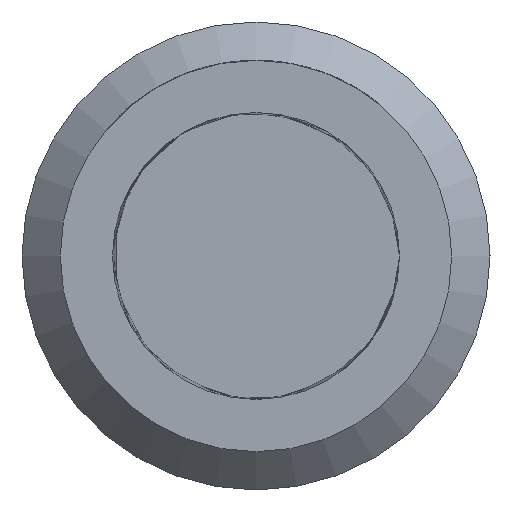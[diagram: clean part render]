
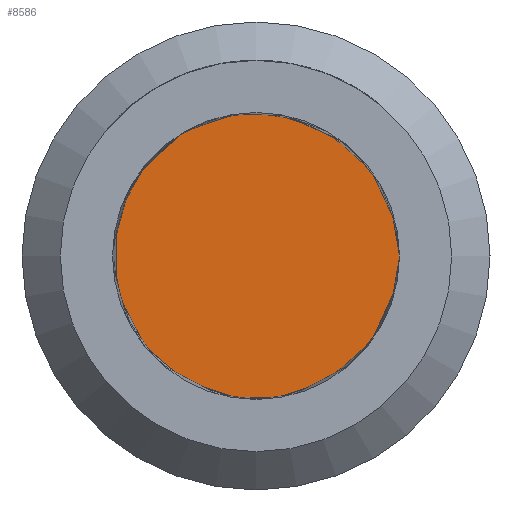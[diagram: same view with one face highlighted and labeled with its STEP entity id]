
A CAD part, left-side view. The second image highlights one B-rep face of the part: STEP entity #8586.
In plain terms, the highlighted free-form (B-spline) face has degree [1, 1] with [2, 2] control points.
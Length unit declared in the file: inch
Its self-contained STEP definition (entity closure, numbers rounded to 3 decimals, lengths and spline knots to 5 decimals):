
#8566=CARTESIAN_POINT('',(0.68138,-0.17235,0.0));
#8567=VERTEX_POINT('',#8566);
#8568=CARTESIAN_POINT('',(0.68138,0.,0.0));
#8569=DIRECTION('',(-1.0,0.0,0.0));
#8570=DIRECTION('',(0.0,-1.0,0.0));
#8571=AXIS2_PLACEMENT_3D('',#8568,#8569,#8570);
#8572=CIRCLE('',#8571,0.17235);
#8573=EDGE_CURVE('',#8567,#8567,#8572,.T.);
#8578=CARTESIAN_POINT('',(0.68138,0.17235,0.17235));
#8579=CARTESIAN_POINT('',(0.68138,-0.17235,0.17235));
#8580=CARTESIAN_POINT('',(0.68138,0.17235,-0.17235));
#8581=CARTESIAN_POINT('',(0.68138,-0.17235,-0.17235));
#8582=B_SPLINE_SURFACE_WITH_KNOTS('',1,1,((#8578,#8580),(#8579,#8581)),.UNSPECIFIED.,.F.,.F.,.U.,(2,2),(2,2),(0.0,0.3447),(0.0,0.3447),.UNSPECIFIED.);
#8583=ORIENTED_EDGE('',*,*,#8573,.T.);
#8584=EDGE_LOOP('',(#8583));
#8585=FACE_OUTER_BOUND('',#8584,.T.);
#8586=ADVANCED_FACE('',(#8585),#8582,.F.);
